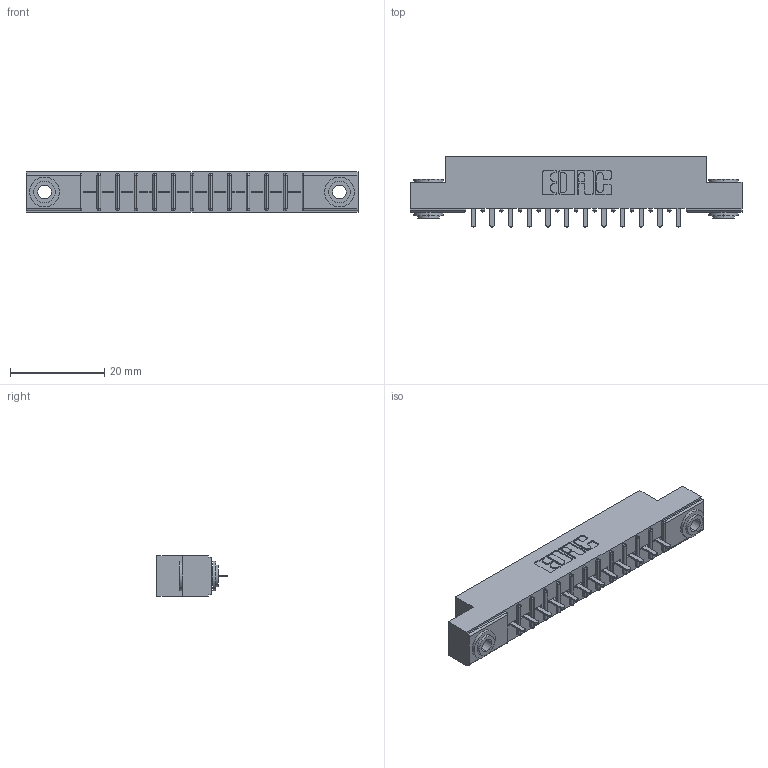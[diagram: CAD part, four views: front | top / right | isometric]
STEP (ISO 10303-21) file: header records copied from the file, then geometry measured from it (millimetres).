
FILE_DESCRIPTION (( 'STEP AP203' ), '1' );
FILE_NAME ('306-012-521-103.STEP', '2019-09-11T19:35:20', ( '' ), ( '' ), 'SwSTEP 2.0', 'SolidWorks 2016', '' );
FILE_SCHEMA (( 'CONFIG_CONTROL_DESIGN' ));
Length unit declared in the file: inch
Products named in the file (4): 306-012-521-103; 345-250-002_345-250-002-102; 306-290-001_121; 306 Part_.156 Dia
Assembly tree (15 placements, depth 2):
  306-012-521-103
    306 Part_.156 Dia
    306-290-001_121  x12
    345-250-002_345-250-002-102  x2
Bounding box: 70.56 x 14.88 x 8.71 mm (x, y, z)
Volume: 4763.6 mm3; surface area: 6906.5 mm2
Topology: 15 solids, 15 shells, 1008 faces, 2792 edges, 1792 vertices
Faces by surface type: plane 656, cylinder 296, sphere 48, cone 8
Entity records: 16098 total; most frequent: CARTESIAN_POINT 2676, DIRECTION 2656, ORIENTED_EDGE 2640, EDGE_CURVE 1320, LINE 1008, VECTOR 1008, VERTEX_POINT 844, AXIS2_PLACEMENT_3D 824
